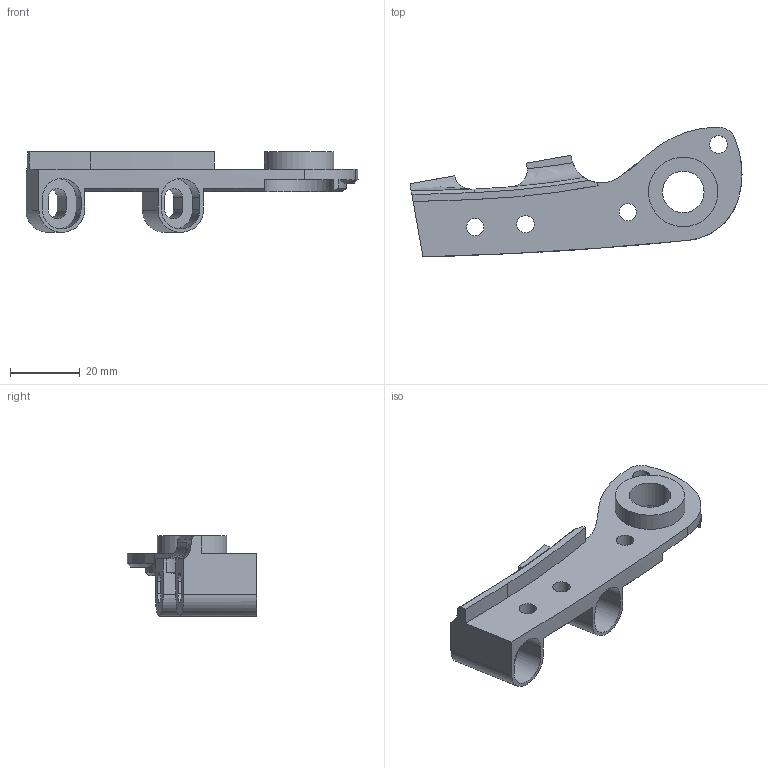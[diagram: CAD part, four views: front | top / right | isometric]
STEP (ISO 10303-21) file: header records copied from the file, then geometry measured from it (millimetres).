
FILE_DESCRIPTION (( 'STEP AP214' ), '1' );
FILE_NAME ('BK4098.STEP', '2020-03-03T17:52:40', ( '' ), ( '' ), 'SwSTEP 2.0', 'SolidWorks 2020', '' );
FILE_SCHEMA (( 'AUTOMOTIVE_DESIGN' ));
Length unit declared in the file: millimetre
Products named in the file (1): BK4098
Bounding box: 95.51 x 37.3 x 23.15 mm (x, y, z)
Volume: 15204 mm3; surface area: 9955.6 mm2
Topology: 1 solids, 1 shells, 110 faces, 301 edges, 196 vertices
Faces by surface type: cylinder 50, plane 37, cone 21, bspline 1, torus 1
Entity records: 3925 total; most frequent: CARTESIAN_POINT 1015, DIRECTION 616, ORIENTED_EDGE 602, EDGE_CURVE 301, AXIS2_PLACEMENT_3D 233, VERTEX_POINT 196, VECTOR 150, LINE 150
